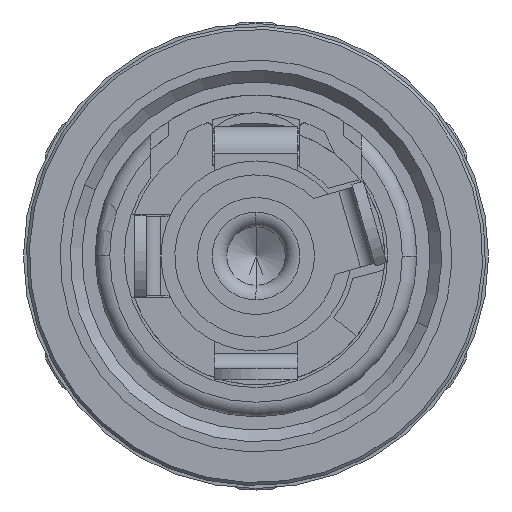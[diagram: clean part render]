
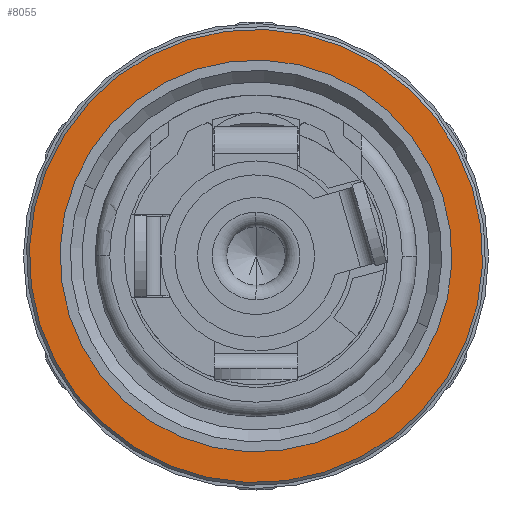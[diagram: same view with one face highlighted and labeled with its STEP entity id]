
A CAD part, left-side view. The second image highlights one B-rep face of the part: STEP entity #8055.
In plain terms, the highlighted face is planar.
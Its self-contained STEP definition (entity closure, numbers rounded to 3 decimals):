
#424 = CARTESIAN_POINT ( 'NONE',  ( -3.78, 0., 0. ) ) ;
#544 = ORIENTED_EDGE ( 'NONE', *, *, #20308, .F. ) ;
#582 = CARTESIAN_POINT ( 'NONE',  ( -3.78, -6.35, 0. ) ) ;
#703 = VERTEX_POINT ( 'NONE', #6294 ) ;
#1746 = EDGE_LOOP ( 'NONE', ( #544, #19698 ) ) ;
#3624 = ORIENTED_EDGE ( 'NONE', *, *, #9856, .T. ) ;
#4437 = DIRECTION ( 'NONE',  ( 1., 0., 0. ) ) ;
#4534 = DIRECTION ( 'NONE',  ( 0., 0., 1. ) ) ;
#5491 = CARTESIAN_POINT ( 'NONE',  ( -3.78, 0., 0. ) ) ;
#6012 = AXIS2_PLACEMENT_3D ( 'NONE', #424, #23946, #23624 ) ;
#6056 = AXIS2_PLACEMENT_3D ( 'NONE', #5491, #13029, #7370 ) ;
#6294 = CARTESIAN_POINT ( 'NONE',  ( -3.78, 0., 6.35 ) ) ;
#6371 = DIRECTION ( 'NONE',  ( 0., 0., -1. ) ) ;
#7370 = DIRECTION ( 'NONE',  ( 0., 0., -1. ) ) ;
#8055 = ADVANCED_FACE ( 'NONE', ( #16402, #14902 ), #11980, .F. ) ;
#9765 = AXIS2_PLACEMENT_3D ( 'NONE', #13999, #4437, #6371 ) ;
#9856 = EDGE_CURVE ( 'NONE', #21440, #17974, #17506, .T. ) ;
#10196 = EDGE_LOOP ( 'NONE', ( #3624, #19008 ) ) ;
#11404 = CARTESIAN_POINT ( 'NONE',  ( -3.78, 0., -6.35 ) ) ;
#11980 = PLANE ( 'NONE',  #21128 ) ;
#12568 = CARTESIAN_POINT ( 'NONE',  ( -3.78, 0., 7.75 ) ) ;
#13029 = DIRECTION ( 'NONE',  ( 1., 0., 0. ) ) ;
#13617 = CARTESIAN_POINT ( 'NONE',  ( -3.78, 0., -7.75 ) ) ;
#13924 = DIRECTION ( 'NONE',  ( -1., 0., 0. ) ) ;
#13999 = CARTESIAN_POINT ( 'NONE',  ( -3.78, 0., 0. ) ) ;
#14573 = CIRCLE ( 'NONE', #20786, 6.35 ) ;
#14902 = FACE_OUTER_BOUND ( 'NONE', #10196, .T. ) ;
#15169 = CIRCLE ( 'NONE', #9765, 6.35 ) ;
#16402 = FACE_BOUND ( 'NONE', #1746, .T. ) ;
#16524 = VERTEX_POINT ( 'NONE', #11404 ) ;
#16583 = DIRECTION ( 'NONE',  ( 1., 0., 0. ) ) ;
#16823 = CARTESIAN_POINT ( 'NONE',  ( -3.78, 0., 0. ) ) ;
#17506 = CIRCLE ( 'NONE', #6012, 7.75 ) ;
#17974 = VERTEX_POINT ( 'NONE', #13617 ) ;
#18314 = DIRECTION ( 'NONE',  ( 0., 0., -1. ) ) ;
#19008 = ORIENTED_EDGE ( 'NONE', *, *, #23821, .T. ) ;
#19698 = ORIENTED_EDGE ( 'NONE', *, *, #20098, .F. ) ;
#20098 = EDGE_CURVE ( 'NONE', #703, #16524, #15169, .T. ) ;
#20308 = EDGE_CURVE ( 'NONE', #16524, #703, #14573, .T. ) ;
#20786 = AXIS2_PLACEMENT_3D ( 'NONE', #16823, #16583, #18314 ) ;
#21128 = AXIS2_PLACEMENT_3D ( 'NONE', #582, #13924, #4534 ) ;
#21440 = VERTEX_POINT ( 'NONE', #12568 ) ;
#23624 = DIRECTION ( 'NONE',  ( 0., 0., -1. ) ) ;
#23821 = EDGE_CURVE ( 'NONE', #17974, #21440, #24527, .T. ) ;
#23946 = DIRECTION ( 'NONE',  ( 1., 0., 0. ) ) ;
#24527 = CIRCLE ( 'NONE', #6056, 7.75 ) ;
